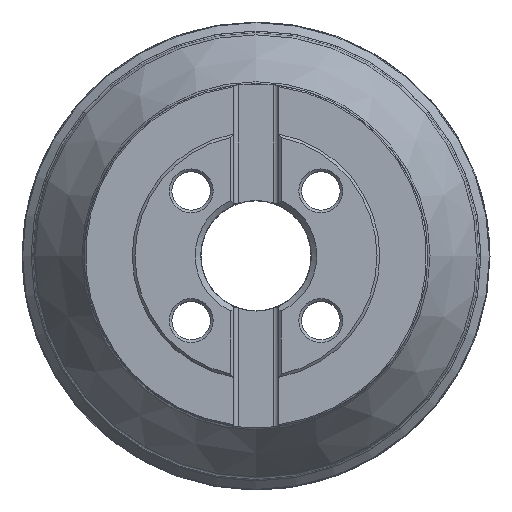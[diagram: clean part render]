
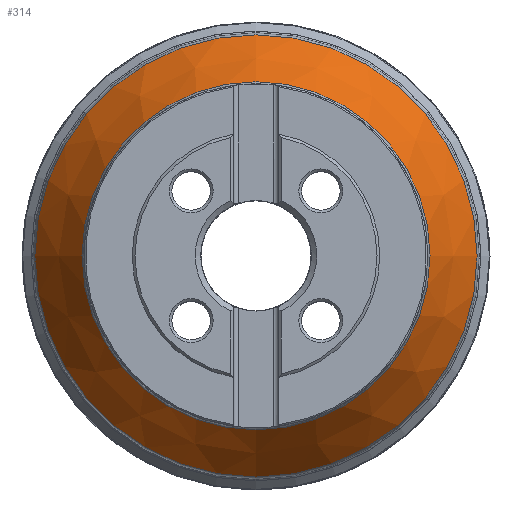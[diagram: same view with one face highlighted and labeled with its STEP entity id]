
A CAD part, top view. The second image highlights one B-rep face of the part: STEP entity #314.
In plain terms, the highlighted conical face has half-angle 32.377 degrees and reference radius 62.5 mm.
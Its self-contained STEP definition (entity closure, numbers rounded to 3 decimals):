
#253=CONICAL_SURFACE('',#1907,62.5,32.377);
#314=ADVANCED_FACE('',(#715,#716),#253,.T.);
#557=CIRCLE('',#1905,80.392);
#558=CIRCLE('',#1906,63.277);
#715=FACE_BOUND('',#901,.T.);
#716=FACE_BOUND('',#902,.T.);
#901=EDGE_LOOP('',(#1121));
#902=EDGE_LOOP('',(#1122));
#1121=ORIENTED_EDGE('',*,*,#1683,.T.);
#1122=ORIENTED_EDGE('',*,*,#1684,.T.);
#1513=VERTEX_POINT('',#2919);
#1514=VERTEX_POINT('',#2921);
#1683=EDGE_CURVE('',#1513,#1513,#557,.T.);
#1684=EDGE_CURVE('',#1514,#1514,#558,.T.);
#1905=AXIS2_PLACEMENT_3D('',#2918,#2210,#2211);
#1906=AXIS2_PLACEMENT_3D('',#2920,#2212,#2213);
#1907=AXIS2_PLACEMENT_3D('',#2922,#2214,#2215);
#2210=DIRECTION('',(0.,0.,1.));
#2211=DIRECTION('',(1.,0.,0.));
#2212=DIRECTION('',(0.,0.,-1.));
#2213=DIRECTION('',(-1.,0.,0.));
#2214=DIRECTION('',(0.,0.,-1.));
#2215=DIRECTION('',(-1.,0.,0.));
#2918=CARTESIAN_POINT('',(0.,0.,-41.218));
#2919=CARTESIAN_POINT('',(80.392,0.,-41.218));
#2920=CARTESIAN_POINT('',(0.,0.,-14.226));
#2921=CARTESIAN_POINT('',(-63.277,0.,-14.226));
#2922=CARTESIAN_POINT('',(0.,0.,-13.));
